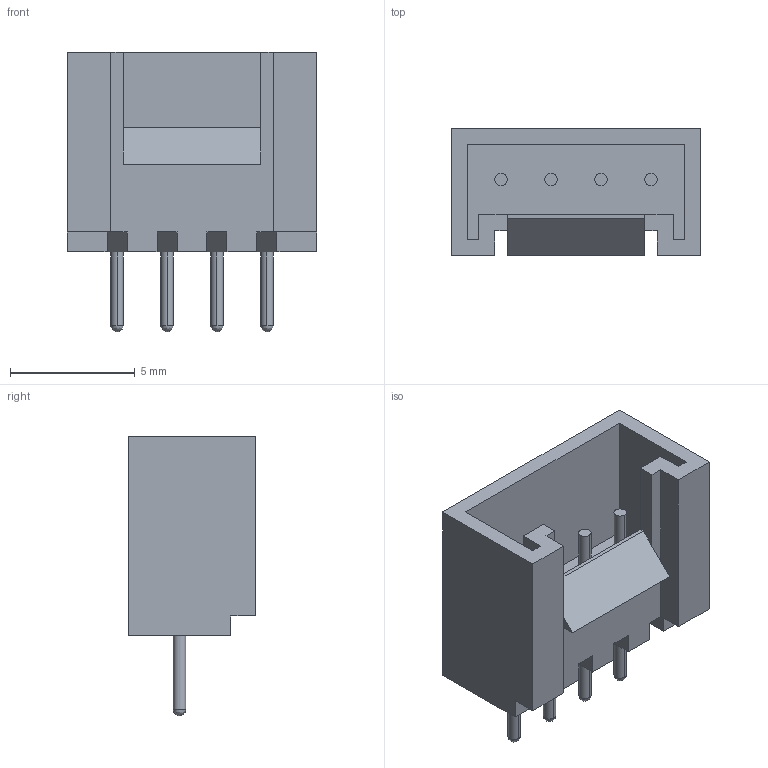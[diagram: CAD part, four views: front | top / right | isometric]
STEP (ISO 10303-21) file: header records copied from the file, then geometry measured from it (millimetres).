
FILE_DESCRIPTION (( 'STEP AP214' ), '1' );
FILE_NAME ('707149AD-D766-4260-825D-604D6C668533.STEP', '2024-09-12T02:04:40', ( '' ), ( '' ), 'SwSTEP 2.0', 'SolidWorks 2022', '' );
FILE_SCHEMA (( 'AUTOMOTIVE_DESIGN' ));
Length unit declared in the file: millimetre
Products named in the file (1): 707149AD-D766-4260-825D-604D6C668533
Bounding box: 10 x 5.1 x 11.2 mm (x, y, z)
Volume: 209.9 mm3; surface area: 506 mm2
Topology: 1 solids, 1 shells, 78 faces, 206 edges, 134 vertices
Faces by surface type: plane 58, cylinder 16, bspline 4
Entity records: 2492 total; most frequent: CARTESIAN_POINT 523, ORIENTED_EDGE 404, DIRECTION 388, EDGE_CURVE 202, LINE 166, VECTOR 166, VERTEX_POINT 134, AXIS2_PLACEMENT_3D 111
